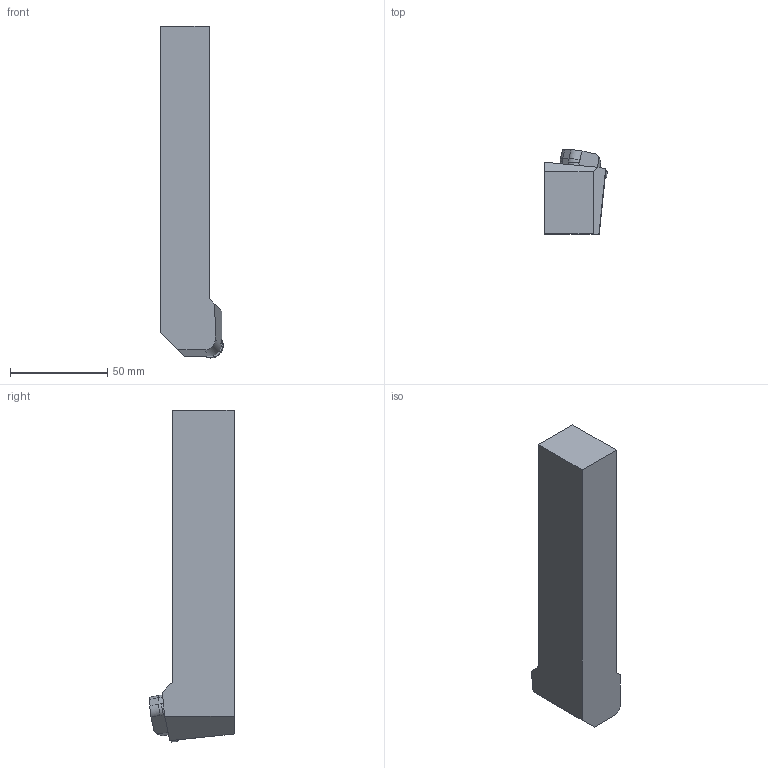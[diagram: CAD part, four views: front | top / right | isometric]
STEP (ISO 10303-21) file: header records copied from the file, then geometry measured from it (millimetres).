
FILE_DESCRIPTION(/* description */ (''),/* implementation_level */ '2;1');
FILE_NAME(/* name */ '1516635192987.stp',/* time_stamp */ '2018-01-22T16:33:17+01:00',/* author */ (''),/* organization */ ('SMS'),/* preprocessor_version */ 'ST-DEVELOPER v15',/* originating_system */ 'SIEMENS PLM Software NX 8.5',/* authorisation */ '');
FILE_SCHEMA (('AUTOMOTIVE_DESIGN { 1 0 10303 214 3 1 1 1 }'));
Length unit declared in the file: millimetre
Products named in the file (4): ASSEMBLY_CONSTRUCTION; 201378886mod000_00; 201402314mod000_00; 201402313mod000_00
Assembly tree (3 placements, depth 2):
  201402313mod000_00
    201402314mod000_00
    201378886mod000_00
    ASSEMBLY_CONSTRUCTION
Bounding box: 32.18 x 43.38 x 170.98 mm (x, y, z)
Volume: 139516.1 mm3; surface area: 22088 mm2
Topology: 2 solids, 3 shells, 43 faces, 116 edges, 87 vertices
Faces by surface type: plane 30, cylinder 8, extrusion 4, cone 1
Entity records: 1700 total; most frequent: CARTESIAN_POINT 443, DIRECTION 227, ORIENTED_EDGE 226, EDGE_CURVE 113, VECTOR 91, LINE 87, VERTEX_POINT 78, AXIS2_PLACEMENT_3D 68
